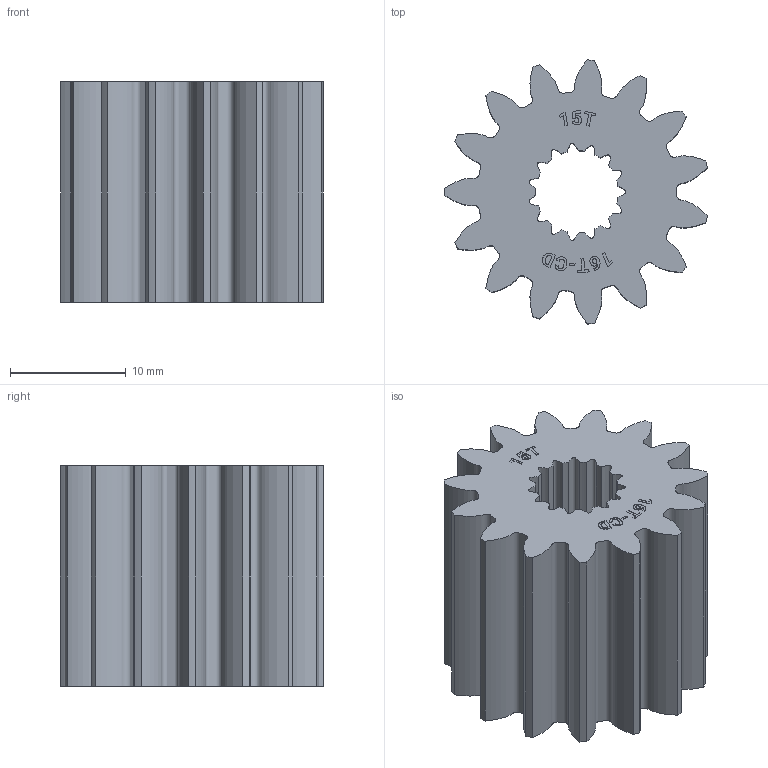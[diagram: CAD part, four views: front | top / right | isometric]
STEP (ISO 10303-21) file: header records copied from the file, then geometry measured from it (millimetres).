
FILE_DESCRIPTION (( 'STEP AP214' ), '1' );
FILE_NAME ('WCP-1015 Rev1.step', '2023-10-11T20:27:18', ( '' ), ( '' ), 'SwSTEP 2.0', 'SolidWorks 2022', '' );
FILE_SCHEMA (( 'AUTOMOTIVE_DESIGN' ));
Length unit declared in the file: inch
Products named in the file (1): WCP-1015 Rev1
Bounding box: 22.71 x 22.84 x 19.05 mm (x, y, z)
Volume: 5180.1 mm3; surface area: 3428 mm2
Topology: 1 solids, 1 shells, 265 faces, 723 edges, 482 vertices
Faces by surface type: plane 144, bspline 90, cylinder 31
Entity records: 17523 total; most frequent: CARTESIAN_POINT 11321, ORIENTED_EDGE 1446, DIRECTION 957, EDGE_CURVE 723, VERTEX_POINT 482, VECTOR 481, LINE 481, EDGE_LOOP 289
